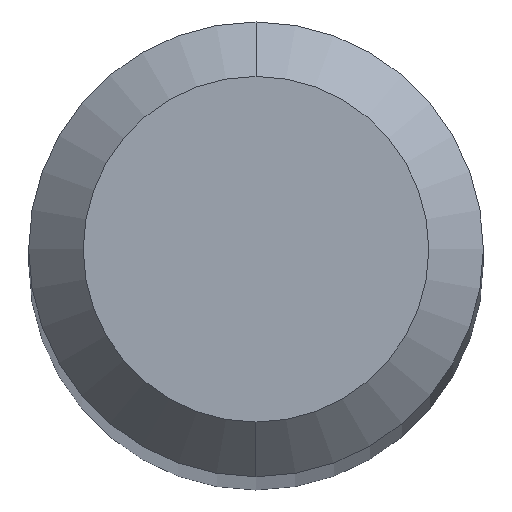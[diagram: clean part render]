
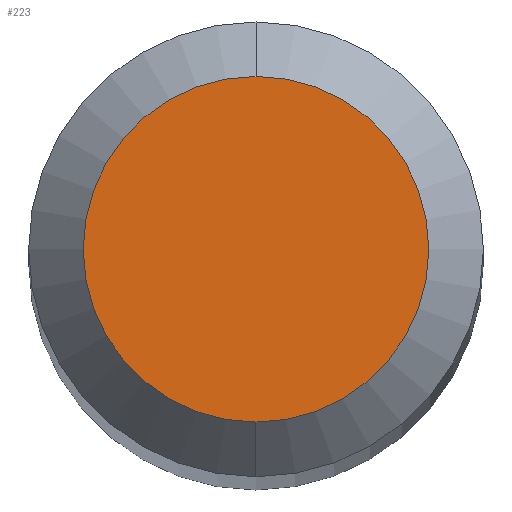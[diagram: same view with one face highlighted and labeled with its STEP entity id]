
A CAD part, top view. The second image highlights one B-rep face of the part: STEP entity #223.
In plain terms, the highlighted planar face has unit normal (0, 0, 1).
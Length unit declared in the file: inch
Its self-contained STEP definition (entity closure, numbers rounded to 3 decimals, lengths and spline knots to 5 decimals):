
#30 = CARTESIAN_POINT ( 'NONE',  ( 0., 0., 0. ) ) ;
#37 = CARTESIAN_POINT ( 'NONE',  ( 0., 0., 0. ) ) ;
#40 = VERTEX_POINT ( 'NONE', #296 ) ;
#100 = EDGE_CURVE ( 'NONE', #530, #40, #404, .T. ) ;
#132 = AXIS2_PLACEMENT_3D ( 'NONE', #345, #177, #174 ) ;
#151 = DIRECTION ( 'NONE',  ( 0., 0., 1. ) ) ;
#174 = DIRECTION ( 'NONE',  ( 0., 1., 0. ) ) ;
#175 = AXIS2_PLACEMENT_3D ( 'NONE', #37, #151, #328 ) ;
#177 = DIRECTION ( 'NONE',  ( 0., 0., -1. ) ) ;
#216 = FACE_OUTER_BOUND ( 'NONE', #400, .T. ) ;
#223 = ADVANCED_FACE ( 'NONE', ( #216 ), #566, .F. ) ;
#233 = CARTESIAN_POINT ( 'NONE',  ( 0., -0.0475, 0. ) ) ;
#250 = ORIENTED_EDGE ( 'NONE', *, *, #403, .T. ) ;
#287 = ORIENTED_EDGE ( 'NONE', *, *, #100, .T. ) ;
#290 = DIRECTION ( 'NONE',  ( 0., 0., 1. ) ) ;
#296 = CARTESIAN_POINT ( 'NONE',  ( 0., 0.0475, 0. ) ) ;
#328 = DIRECTION ( 'NONE',  ( 0., -1., 0. ) ) ;
#345 = CARTESIAN_POINT ( 'NONE',  ( 0., 0.0475, 0. ) ) ;
#400 = EDGE_LOOP ( 'NONE', ( #250, #287 ) ) ;
#403 = EDGE_CURVE ( 'NONE', #40, #530, #476, .T. ) ;
#404 = CIRCLE ( 'NONE', #175, 0.0475 ) ;
#476 = CIRCLE ( 'NONE', #539, 0.0475 ) ;
#495 = DIRECTION ( 'NONE',  ( 0., -1., 0. ) ) ;
#530 = VERTEX_POINT ( 'NONE', #233 ) ;
#539 = AXIS2_PLACEMENT_3D ( 'NONE', #30, #290, #495 ) ;
#566 = PLANE ( 'NONE',  #132 ) ;
